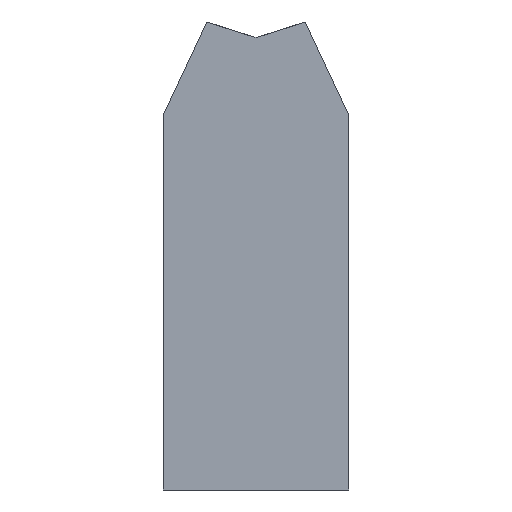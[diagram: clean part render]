
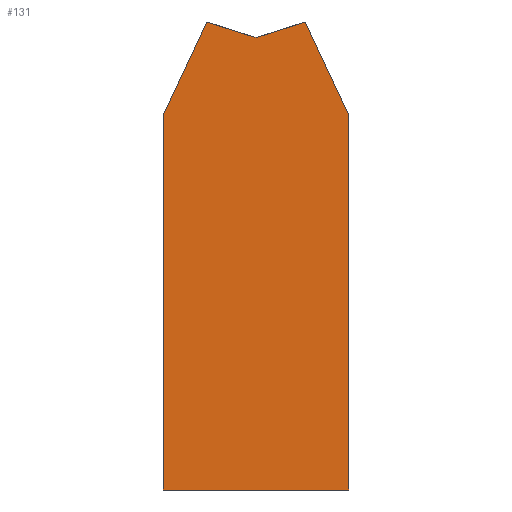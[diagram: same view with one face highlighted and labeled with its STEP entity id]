
A CAD part, front view. The second image highlights one B-rep face of the part: STEP entity #131.
In plain terms, the highlighted planar face has unit normal (0, -1, 0).
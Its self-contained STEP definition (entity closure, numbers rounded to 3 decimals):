
#131 = ADVANCED_FACE( '', ( #335 ), #336, .T. );
#335 = FACE_OUTER_BOUND( '', #697, .T. );
#336 = PLANE( '', #698 );
#697 = EDGE_LOOP( '', ( #1098, #1099, #1100, #1101, #1102, #1103, #1104 ) );
#698 = AXIS2_PLACEMENT_3D( '', #1105, #1106, #1107 );
#1098 = ORIENTED_EDGE( '', *, *, #1649, .T. );
#1099 = ORIENTED_EDGE( '', *, *, #1650, .T. );
#1100 = ORIENTED_EDGE( '', *, *, #1651, .T. );
#1101 = ORIENTED_EDGE( '', *, *, #1652, .T. );
#1102 = ORIENTED_EDGE( '', *, *, #1636, .T. );
#1103 = ORIENTED_EDGE( '', *, *, #1653, .T. );
#1104 = ORIENTED_EDGE( '', *, *, #1654, .T. );
#1105 = CARTESIAN_POINT( '', ( -10., 0., 0. ) );
#1106 = DIRECTION( '', ( 0., -1., 0. ) );
#1107 = DIRECTION( '', ( 0., 0., -1. ) );
#1636 = EDGE_CURVE( '', #1886, #1884, #1887, .T. );
#1649 = EDGE_CURVE( '', #1907, #1908, #1909, .T. );
#1650 = EDGE_CURVE( '', #1908, #1910, #1911, .T. );
#1651 = EDGE_CURVE( '', #1910, #1912, #1913, .T. );
#1652 = EDGE_CURVE( '', #1912, #1886, #1914, .T. );
#1653 = EDGE_CURVE( '', #1884, #1915, #1916, .T. );
#1654 = EDGE_CURVE( '', #1915, #1907, #1917, .T. );
#1884 = VERTEX_POINT( '', #2224 );
#1886 = VERTEX_POINT( '', #2227 );
#1887 = LINE( '', #2228, #2229 );
#1907 = VERTEX_POINT( '', #2251 );
#1908 = VERTEX_POINT( '', #2252 );
#1909 = LINE( '', #2253, #2254 );
#1910 = VERTEX_POINT( '', #2255 );
#1911 = LINE( '', #2256, #2257 );
#1912 = VERTEX_POINT( '', #2258 );
#1913 = LINE( '', #2259, #2260 );
#1914 = LINE( '', #2261, #2262 );
#1915 = VERTEX_POINT( '', #2263 );
#1916 = LINE( '', #2264, #2265 );
#1917 = LINE( '', #2266, #2267 );
#2224 = CARTESIAN_POINT( '', ( 0., 0., 48.893 ) );
#2227 = CARTESIAN_POINT( '', ( 5.328, 0., 50.573 ) );
#2228 = CARTESIAN_POINT( '', ( 5.328, 0., 50.573 ) );
#2229 = VECTOR( '', #2585, 1000. );
#2251 = CARTESIAN_POINT( '', ( -10., 0., 40.555 ) );
#2252 = CARTESIAN_POINT( '', ( -10., 0., 0. ) );
#2253 = CARTESIAN_POINT( '', ( -10., 0., 40.555 ) );
#2254 = VECTOR( '', #2606, 1000. );
#2255 = CARTESIAN_POINT( '', ( 10., 0., 0. ) );
#2256 = CARTESIAN_POINT( '', ( -10., 0., 0. ) );
#2257 = VECTOR( '', #2607, 1000. );
#2258 = CARTESIAN_POINT( '', ( 10., 0., 40.555 ) );
#2259 = CARTESIAN_POINT( '', ( 10., 0., 0. ) );
#2260 = VECTOR( '', #2608, 1000. );
#2261 = CARTESIAN_POINT( '', ( 10., 0., 40.555 ) );
#2262 = VECTOR( '', #2609, 1000. );
#2263 = CARTESIAN_POINT( '', ( -5.328, 0., 50.573 ) );
#2264 = CARTESIAN_POINT( '', ( 0., 0., 48.893 ) );
#2265 = VECTOR( '', #2610, 1000. );
#2266 = CARTESIAN_POINT( '', ( -5.328, 0., 50.573 ) );
#2267 = VECTOR( '', #2611, 1000. );
#2585 = DIRECTION( '', ( -0.954, 0., -0.301 ) );
#2606 = DIRECTION( '', ( 0., 0., -1. ) );
#2607 = DIRECTION( '', ( 1., 0., 0. ) );
#2608 = DIRECTION( '', ( 0., 0., 1. ) );
#2609 = DIRECTION( '', ( -0.423, 0., 0.906 ) );
#2610 = DIRECTION( '', ( -0.954, 0., 0.301 ) );
#2611 = DIRECTION( '', ( -0.423, 0., -0.906 ) );
